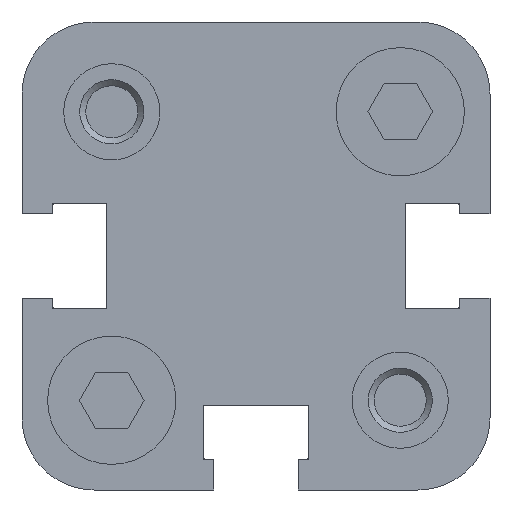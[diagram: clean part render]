
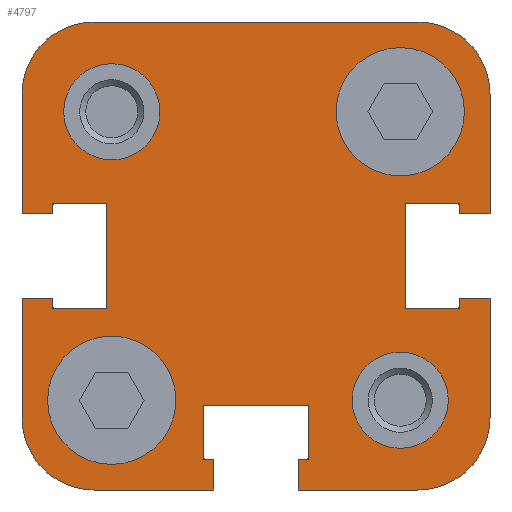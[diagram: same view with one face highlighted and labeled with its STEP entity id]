
A CAD part, front view. The second image highlights one B-rep face of the part: STEP entity #4797.
In plain terms, the highlighted face is planar.
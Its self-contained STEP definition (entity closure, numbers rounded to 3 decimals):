
#199=FACE_BOUND('',#878,.T.);
#200=FACE_BOUND('',#879,.T.);
#201=FACE_BOUND('',#880,.T.);
#202=FACE_BOUND('',#881,.T.);
#329=CIRCLE('',#5180,3.);
#335=CIRCLE('',#5191,4.);
#336=CIRCLE('',#5193,3.);
#348=CIRCLE('',#5213,4.5);
#349=CIRCLE('',#5214,4.5);
#350=CIRCLE('',#5215,4.5);
#351=CIRCLE('',#5216,4.5);
#352=CIRCLE('',#5217,4.);
#559=FACE_OUTER_BOUND('',#877,.T.);
#877=EDGE_LOOP('',(#4081,#4082,#4083,#4084,#4085,#4086,#4087,#4088,#4089,
#4090,#4091,#4092,#4093,#4094,#4095,#4096,#4097,#4098,#4099,#4100,#4101,
#4102,#4103,#4104,#4105,#4106,#4107,#4108,#4109,#4110,#4111,#4112));
#878=EDGE_LOOP('',(#4113));
#879=EDGE_LOOP('',(#4114));
#880=EDGE_LOOP('',(#4115));
#881=EDGE_LOOP('',(#4116));
#1328=LINE('',#7796,#1830);
#1329=LINE('',#7798,#1831);
#1330=LINE('',#7800,#1832);
#1331=LINE('',#7802,#1833);
#1332=LINE('',#7804,#1834);
#1333=LINE('',#7806,#1835);
#1334=LINE('',#7808,#1836);
#1335=LINE('',#7810,#1837);
#1336=LINE('',#7812,#1838);
#1337=LINE('',#7816,#1839);
#1338=LINE('',#7818,#1840);
#1339=LINE('',#7820,#1841);
#1340=LINE('',#7822,#1842);
#1341=LINE('',#7824,#1843);
#1342=LINE('',#7826,#1844);
#1343=LINE('',#7828,#1845);
#1344=LINE('',#7830,#1846);
#1345=LINE('',#7832,#1847);
#1346=LINE('',#7836,#1848);
#1347=LINE('',#7838,#1849);
#1348=LINE('',#7840,#1850);
#1349=LINE('',#7842,#1851);
#1350=LINE('',#7844,#1852);
#1351=LINE('',#7846,#1853);
#1352=LINE('',#7848,#1854);
#1353=LINE('',#7850,#1855);
#1354=LINE('',#7852,#1856);
#1355=LINE('',#7856,#1857);
#1830=VECTOR('',#6360,7.45);
#1831=VECTOR('',#6361,1.9);
#1832=VECTOR('',#6362,0.65);
#1833=VECTOR('',#6363,3.4);
#1834=VECTOR('',#6364,6.6);
#1835=VECTOR('',#6365,3.4);
#1836=VECTOR('',#6366,0.65);
#1837=VECTOR('',#6367,1.9);
#1838=VECTOR('',#6368,7.45);
#1839=VECTOR('',#6371,7.45);
#1840=VECTOR('',#6372,1.9);
#1841=VECTOR('',#6373,0.65);
#1842=VECTOR('',#6374,3.4);
#1843=VECTOR('',#6375,6.6);
#1844=VECTOR('',#6376,3.4);
#1845=VECTOR('',#6377,0.65);
#1846=VECTOR('',#6378,1.9);
#1847=VECTOR('',#6379,7.45);
#1848=VECTOR('',#6382,7.45);
#1849=VECTOR('',#6383,1.9);
#1850=VECTOR('',#6384,0.65);
#1851=VECTOR('',#6385,3.4);
#1852=VECTOR('',#6386,6.6);
#1853=VECTOR('',#6387,3.4);
#1854=VECTOR('',#6388,0.65);
#1855=VECTOR('',#6389,1.9);
#1856=VECTOR('',#6390,7.45);
#1857=VECTOR('',#6393,20.2);
#2289=VERTEX_POINT('',#7686);
#2295=VERTEX_POINT('',#7703);
#2296=VERTEX_POINT('',#7706);
#2336=VERTEX_POINT('',#7794);
#2337=VERTEX_POINT('',#7795);
#2338=VERTEX_POINT('',#7797);
#2339=VERTEX_POINT('',#7799);
#2340=VERTEX_POINT('',#7801);
#2341=VERTEX_POINT('',#7803);
#2342=VERTEX_POINT('',#7805);
#2343=VERTEX_POINT('',#7807);
#2344=VERTEX_POINT('',#7809);
#2345=VERTEX_POINT('',#7811);
#2346=VERTEX_POINT('',#7813);
#2347=VERTEX_POINT('',#7815);
#2348=VERTEX_POINT('',#7817);
#2349=VERTEX_POINT('',#7819);
#2350=VERTEX_POINT('',#7821);
#2351=VERTEX_POINT('',#7823);
#2352=VERTEX_POINT('',#7825);
#2353=VERTEX_POINT('',#7827);
#2354=VERTEX_POINT('',#7829);
#2355=VERTEX_POINT('',#7831);
#2356=VERTEX_POINT('',#7833);
#2357=VERTEX_POINT('',#7835);
#2358=VERTEX_POINT('',#7837);
#2359=VERTEX_POINT('',#7839);
#2360=VERTEX_POINT('',#7841);
#2361=VERTEX_POINT('',#7843);
#2362=VERTEX_POINT('',#7845);
#2363=VERTEX_POINT('',#7847);
#2364=VERTEX_POINT('',#7849);
#2365=VERTEX_POINT('',#7851);
#2366=VERTEX_POINT('',#7853);
#2367=VERTEX_POINT('',#7855);
#2368=VERTEX_POINT('',#7858);
#2895=EDGE_CURVE('',#2289,#2289,#329,.T.);
#2901=EDGE_CURVE('',#2295,#2295,#335,.T.);
#2902=EDGE_CURVE('',#2296,#2296,#336,.T.);
#2942=EDGE_CURVE('',#2336,#2337,#1328,.T.);
#2943=EDGE_CURVE('',#2338,#2336,#1329,.T.);
#2944=EDGE_CURVE('',#2339,#2338,#1330,.T.);
#2945=EDGE_CURVE('',#2340,#2339,#1331,.T.);
#2946=EDGE_CURVE('',#2341,#2340,#1332,.T.);
#2947=EDGE_CURVE('',#2342,#2341,#1333,.T.);
#2948=EDGE_CURVE('',#2343,#2342,#1334,.T.);
#2949=EDGE_CURVE('',#2344,#2343,#1335,.T.);
#2950=EDGE_CURVE('',#2345,#2344,#1336,.T.);
#2951=EDGE_CURVE('',#2346,#2345,#348,.T.);
#2952=EDGE_CURVE('',#2347,#2346,#1337,.T.);
#2953=EDGE_CURVE('',#2348,#2347,#1338,.T.);
#2954=EDGE_CURVE('',#2349,#2348,#1339,.T.);
#2955=EDGE_CURVE('',#2350,#2349,#1340,.T.);
#2956=EDGE_CURVE('',#2351,#2350,#1341,.T.);
#2957=EDGE_CURVE('',#2352,#2351,#1342,.T.);
#2958=EDGE_CURVE('',#2353,#2352,#1343,.T.);
#2959=EDGE_CURVE('',#2354,#2353,#1344,.T.);
#2960=EDGE_CURVE('',#2355,#2354,#1345,.T.);
#2961=EDGE_CURVE('',#2356,#2355,#349,.T.);
#2962=EDGE_CURVE('',#2357,#2356,#1346,.T.);
#2963=EDGE_CURVE('',#2358,#2357,#1347,.T.);
#2964=EDGE_CURVE('',#2359,#2358,#1348,.T.);
#2965=EDGE_CURVE('',#2360,#2359,#1349,.T.);
#2966=EDGE_CURVE('',#2361,#2360,#1350,.T.);
#2967=EDGE_CURVE('',#2362,#2361,#1351,.T.);
#2968=EDGE_CURVE('',#2363,#2362,#1352,.T.);
#2969=EDGE_CURVE('',#2364,#2363,#1353,.T.);
#2970=EDGE_CURVE('',#2365,#2364,#1354,.T.);
#2971=EDGE_CURVE('',#2366,#2365,#350,.T.);
#2972=EDGE_CURVE('',#2367,#2366,#1355,.T.);
#2973=EDGE_CURVE('',#2337,#2367,#351,.T.);
#2974=EDGE_CURVE('',#2368,#2368,#352,.T.);
#4081=ORIENTED_EDGE('',*,*,#2942,.F.);
#4082=ORIENTED_EDGE('',*,*,#2943,.F.);
#4083=ORIENTED_EDGE('',*,*,#2944,.F.);
#4084=ORIENTED_EDGE('',*,*,#2945,.F.);
#4085=ORIENTED_EDGE('',*,*,#2946,.F.);
#4086=ORIENTED_EDGE('',*,*,#2947,.F.);
#4087=ORIENTED_EDGE('',*,*,#2948,.F.);
#4088=ORIENTED_EDGE('',*,*,#2949,.F.);
#4089=ORIENTED_EDGE('',*,*,#2950,.F.);
#4090=ORIENTED_EDGE('',*,*,#2951,.F.);
#4091=ORIENTED_EDGE('',*,*,#2952,.F.);
#4092=ORIENTED_EDGE('',*,*,#2953,.F.);
#4093=ORIENTED_EDGE('',*,*,#2954,.F.);
#4094=ORIENTED_EDGE('',*,*,#2955,.F.);
#4095=ORIENTED_EDGE('',*,*,#2956,.F.);
#4096=ORIENTED_EDGE('',*,*,#2957,.F.);
#4097=ORIENTED_EDGE('',*,*,#2958,.F.);
#4098=ORIENTED_EDGE('',*,*,#2959,.F.);
#4099=ORIENTED_EDGE('',*,*,#2960,.F.);
#4100=ORIENTED_EDGE('',*,*,#2961,.F.);
#4101=ORIENTED_EDGE('',*,*,#2962,.F.);
#4102=ORIENTED_EDGE('',*,*,#2963,.F.);
#4103=ORIENTED_EDGE('',*,*,#2964,.F.);
#4104=ORIENTED_EDGE('',*,*,#2965,.F.);
#4105=ORIENTED_EDGE('',*,*,#2966,.F.);
#4106=ORIENTED_EDGE('',*,*,#2967,.F.);
#4107=ORIENTED_EDGE('',*,*,#2968,.F.);
#4108=ORIENTED_EDGE('',*,*,#2969,.F.);
#4109=ORIENTED_EDGE('',*,*,#2970,.F.);
#4110=ORIENTED_EDGE('',*,*,#2971,.F.);
#4111=ORIENTED_EDGE('',*,*,#2972,.F.);
#4112=ORIENTED_EDGE('',*,*,#2973,.F.);
#4113=ORIENTED_EDGE('',*,*,#2974,.F.);
#4114=ORIENTED_EDGE('',*,*,#2895,.F.);
#4115=ORIENTED_EDGE('',*,*,#2901,.F.);
#4116=ORIENTED_EDGE('',*,*,#2902,.F.);
#4543=PLANE('',#5212);
#4797=ADVANCED_FACE('',(#559,#199,#200,#201,#202),#4543,.F.);
#5180=AXIS2_PLACEMENT_3D('',#7687,#6266,#6267);
#5191=AXIS2_PLACEMENT_3D('',#7704,#6288,#6289);
#5193=AXIS2_PLACEMENT_3D('',#7707,#6292,#6293);
#5212=AXIS2_PLACEMENT_3D('',#7793,#6358,#6359);
#5213=AXIS2_PLACEMENT_3D('',#7814,#6369,#6370);
#5214=AXIS2_PLACEMENT_3D('',#7834,#6380,#6381);
#5215=AXIS2_PLACEMENT_3D('',#7854,#6391,#6392);
#5216=AXIS2_PLACEMENT_3D('',#7857,#6394,#6395);
#5217=AXIS2_PLACEMENT_3D('',#7859,#6396,#6397);
#6266=DIRECTION('center_axis',(0.,0.,-1.));
#6267=DIRECTION('ref_axis',(-1.,0.,0.));
#6288=DIRECTION('center_axis',(0.,0.,-1.));
#6289=DIRECTION('ref_axis',(-1.,0.,0.));
#6292=DIRECTION('center_axis',(0.,0.,-1.));
#6293=DIRECTION('ref_axis',(-1.,0.,0.));
#6358=DIRECTION('center_axis',(0.,0.,1.));
#6359=DIRECTION('ref_axis',(1.,0.,0.));
#6360=DIRECTION('',(0.,-1.,0.));
#6361=DIRECTION('',(-1.,0.,0.));
#6362=DIRECTION('',(0.,1.,0.));
#6363=DIRECTION('',(-1.,0.,0.));
#6364=DIRECTION('',(0.,-1.,0.));
#6365=DIRECTION('',(1.,0.,0.));
#6366=DIRECTION('',(0.,1.,0.));
#6367=DIRECTION('',(1.,0.,0.));
#6368=DIRECTION('',(0.,-1.,0.));
#6369=DIRECTION('center_axis',(0.,0.,1.));
#6370=DIRECTION('ref_axis',(1.,0.,0.));
#6371=DIRECTION('',(-1.,0.,0.));
#6372=DIRECTION('',(0.,1.,0.));
#6373=DIRECTION('',(1.,0.,0.));
#6374=DIRECTION('',(0.,1.,0.));
#6375=DIRECTION('',(-1.,0.,0.));
#6376=DIRECTION('',(0.,-1.,0.));
#6377=DIRECTION('',(1.,0.,0.));
#6378=DIRECTION('',(0.,-1.,0.));
#6379=DIRECTION('',(-1.,0.,0.));
#6380=DIRECTION('center_axis',(0.,0.,1.));
#6381=DIRECTION('ref_axis',(1.,0.,0.));
#6382=DIRECTION('',(0.,1.,0.));
#6383=DIRECTION('',(1.,0.,0.));
#6384=DIRECTION('',(0.,-1.,0.));
#6385=DIRECTION('',(1.,0.,0.));
#6386=DIRECTION('',(0.,1.,0.));
#6387=DIRECTION('',(-1.,0.,0.));
#6388=DIRECTION('',(0.,-1.,0.));
#6389=DIRECTION('',(-1.,0.,0.));
#6390=DIRECTION('',(0.,1.,0.));
#6391=DIRECTION('center_axis',(0.,0.,1.));
#6392=DIRECTION('ref_axis',(1.,0.,0.));
#6393=DIRECTION('',(1.,0.,0.));
#6394=DIRECTION('center_axis',(0.,0.,1.));
#6395=DIRECTION('ref_axis',(1.,0.,0.));
#6396=DIRECTION('center_axis',(0.,0.,-1.));
#6397=DIRECTION('ref_axis',(-1.,0.,0.));
#7686=CARTESIAN_POINT('',(-12.,-9.,0.));
#7687=CARTESIAN_POINT('Origin',(-9.,-9.,0.));
#7703=CARTESIAN_POINT('',(5.,-9.,0.));
#7704=CARTESIAN_POINT('Origin',(9.,-9.,0.));
#7706=CARTESIAN_POINT('',(6.,9.,0.));
#7707=CARTESIAN_POINT('Origin',(9.,9.,0.));
#7793=CARTESIAN_POINT('Origin',(-10.1,-10.1,0.));
#7794=CARTESIAN_POINT('',(-14.6,-2.65,0.));
#7795=CARTESIAN_POINT('',(-14.6,-10.1,0.));
#7796=CARTESIAN_POINT('',(-14.6,-2.65,0.));
#7797=CARTESIAN_POINT('',(-12.7,-2.65,0.));
#7798=CARTESIAN_POINT('',(-12.7,-2.65,0.));
#7799=CARTESIAN_POINT('',(-12.7,-3.3,0.));
#7800=CARTESIAN_POINT('',(-12.7,-3.3,0.));
#7801=CARTESIAN_POINT('',(-9.3,-3.3,0.));
#7802=CARTESIAN_POINT('',(-9.3,-3.3,0.));
#7803=CARTESIAN_POINT('',(-9.3,3.3,0.));
#7804=CARTESIAN_POINT('',(-9.3,3.3,0.));
#7805=CARTESIAN_POINT('',(-12.7,3.3,0.));
#7806=CARTESIAN_POINT('',(-12.7,3.3,0.));
#7807=CARTESIAN_POINT('',(-12.7,2.65,0.));
#7808=CARTESIAN_POINT('',(-12.7,2.65,0.));
#7809=CARTESIAN_POINT('',(-14.6,2.65,0.));
#7810=CARTESIAN_POINT('',(-14.6,2.65,0.));
#7811=CARTESIAN_POINT('',(-14.6,10.1,0.));
#7812=CARTESIAN_POINT('',(-14.6,10.1,0.));
#7813=CARTESIAN_POINT('',(-10.1,14.6,0.));
#7814=CARTESIAN_POINT('Origin',(-10.1,10.1,0.));
#7815=CARTESIAN_POINT('',(-2.65,14.6,0.));
#7816=CARTESIAN_POINT('',(-2.65,14.6,0.));
#7817=CARTESIAN_POINT('',(-2.65,12.7,0.));
#7818=CARTESIAN_POINT('',(-2.65,12.7,0.));
#7819=CARTESIAN_POINT('',(-3.3,12.7,0.));
#7820=CARTESIAN_POINT('',(-3.3,12.7,0.));
#7821=CARTESIAN_POINT('',(-3.3,9.3,0.));
#7822=CARTESIAN_POINT('',(-3.3,9.3,0.));
#7823=CARTESIAN_POINT('',(3.3,9.3,0.));
#7824=CARTESIAN_POINT('',(3.3,9.3,0.));
#7825=CARTESIAN_POINT('',(3.3,12.7,0.));
#7826=CARTESIAN_POINT('',(3.3,12.7,0.));
#7827=CARTESIAN_POINT('',(2.65,12.7,0.));
#7828=CARTESIAN_POINT('',(2.65,12.7,0.));
#7829=CARTESIAN_POINT('',(2.65,14.6,0.));
#7830=CARTESIAN_POINT('',(2.65,14.6,0.));
#7831=CARTESIAN_POINT('',(10.1,14.6,0.));
#7832=CARTESIAN_POINT('',(10.1,14.6,0.));
#7833=CARTESIAN_POINT('',(14.6,10.1,0.));
#7834=CARTESIAN_POINT('Origin',(10.1,10.1,0.));
#7835=CARTESIAN_POINT('',(14.6,2.65,0.));
#7836=CARTESIAN_POINT('',(14.6,2.65,0.));
#7837=CARTESIAN_POINT('',(12.7,2.65,0.));
#7838=CARTESIAN_POINT('',(12.7,2.65,0.));
#7839=CARTESIAN_POINT('',(12.7,3.3,0.));
#7840=CARTESIAN_POINT('',(12.7,3.3,0.));
#7841=CARTESIAN_POINT('',(9.3,3.3,0.));
#7842=CARTESIAN_POINT('',(9.3,3.3,0.));
#7843=CARTESIAN_POINT('',(9.3,-3.3,0.));
#7844=CARTESIAN_POINT('',(9.3,-3.3,0.));
#7845=CARTESIAN_POINT('',(12.7,-3.3,0.));
#7846=CARTESIAN_POINT('',(12.7,-3.3,0.));
#7847=CARTESIAN_POINT('',(12.7,-2.65,0.));
#7848=CARTESIAN_POINT('',(12.7,-2.65,0.));
#7849=CARTESIAN_POINT('',(14.6,-2.65,0.));
#7850=CARTESIAN_POINT('',(14.6,-2.65,0.));
#7851=CARTESIAN_POINT('',(14.6,-10.1,0.));
#7852=CARTESIAN_POINT('',(14.6,-10.1,0.));
#7853=CARTESIAN_POINT('',(10.1,-14.6,0.));
#7854=CARTESIAN_POINT('Origin',(10.1,-10.1,0.));
#7855=CARTESIAN_POINT('',(-10.1,-14.6,0.));
#7856=CARTESIAN_POINT('',(-10.1,-14.6,0.));
#7857=CARTESIAN_POINT('Origin',(-10.1,-10.1,0.));
#7858=CARTESIAN_POINT('',(-13.,9.,0.));
#7859=CARTESIAN_POINT('Origin',(-9.,9.,0.));
